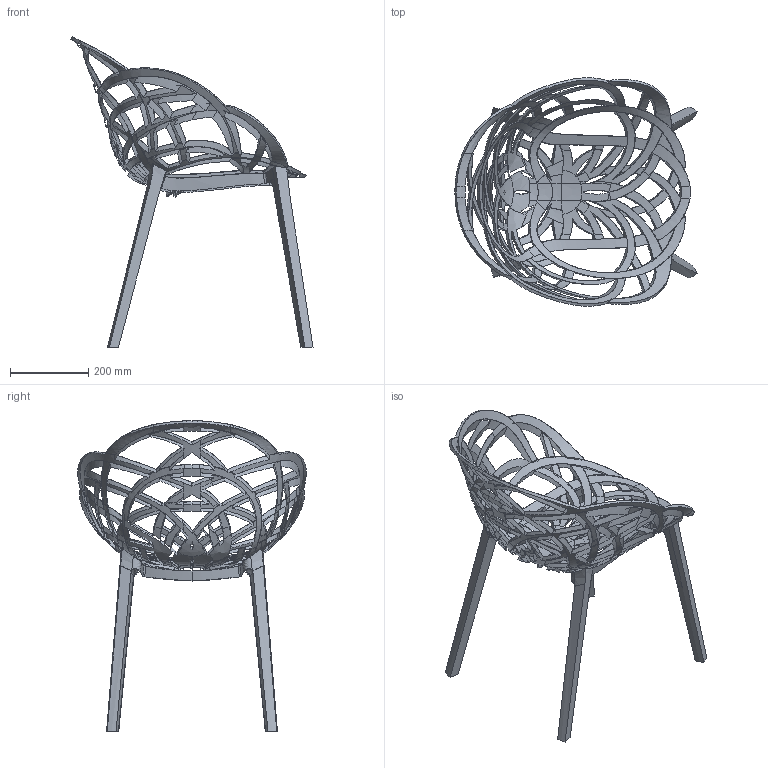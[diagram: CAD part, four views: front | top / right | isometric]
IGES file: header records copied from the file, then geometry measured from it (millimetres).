
Start section: VISI Mappatura Layer Iges    VISI  2      Telaio  4      Scocca a spigolo  5      WARNINGS
Global section: file name: 55H3D_MODEL_FLORA.igs; native system: Rhinoceros ( Jul  9 2009 ); preprocessor: Trout Lake IGES 012 Jul  9 2009; date: 100923.161910; units: millimetre
Bounding box: 617.73 x 582.99 x 793.01 mm (x, y, z)
Surface area: 756105.9 mm2 (no closed solid volume)
Topology: 0 solids, 0 shells, 562 faces, 7586 edges, 7586 vertices
Faces by surface type: bspline 562
